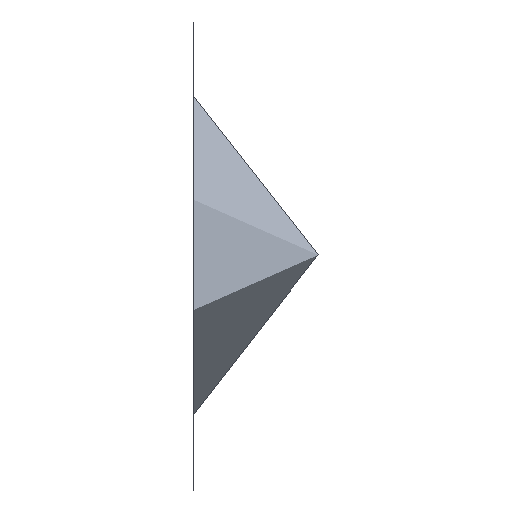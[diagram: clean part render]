
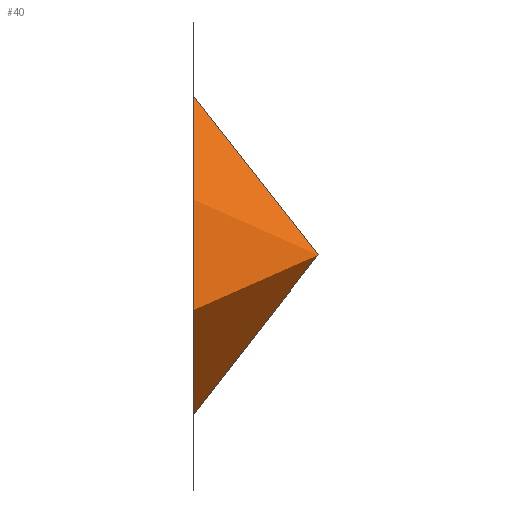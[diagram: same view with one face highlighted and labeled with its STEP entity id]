
A CAD part, top view. The second image highlights one B-rep face of the part: STEP entity #40.
In plain terms, the highlighted free-form (B-spline) face has degree [2, 2] with [5, 3] control points.
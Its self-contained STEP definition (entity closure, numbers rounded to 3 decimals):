
#40=ADVANCED_FACE('',(#54),#213,.T.);
#54=FACE_OUTER_BOUND('',#68,.T.);
#68=EDGE_LOOP('',(#82,#83,#84,#85));
#82=ORIENTED_EDGE('',*,*,#131,.T.);
#83=ORIENTED_EDGE('',*,*,#133,.T.);
#84=ORIENTED_EDGE('',*,*,#129,.F.);
#85=ORIENTED_EDGE('',*,*,#128,.T.);
#128=EDGE_CURVE('',#190,#192,#160,.T.);
#129=EDGE_CURVE('',#190,#191,#161,.T.);
#131=EDGE_CURVE('',#192,#193,#163,.T.);
#133=EDGE_CURVE('',#193,#191,#165,.T.);
#160=(
BOUNDED_CURVE()
B_SPLINE_CURVE(2,(#360,#361,#362,#363,#364),.UNSPECIFIED.,.F.,.F.)
B_SPLINE_CURVE_WITH_KNOTS((3,2,3),(0.,9.37,18.74),
 .UNSPECIFIED.)
CURVE()
GEOMETRIC_REPRESENTATION_ITEM()
RATIONAL_B_SPLINE_CURVE((1.,0.707,1.,0.707,1.))
REPRESENTATION_ITEM('')
);
#161=(
BOUNDED_CURVE()
B_SPLINE_CURVE(2,(#365,#366,#367),.UNSPECIFIED.,.F.,.F.)
B_SPLINE_CURVE_WITH_KNOTS((3,3),(0.,217.443),.UNSPECIFIED.)
CURVE()
GEOMETRIC_REPRESENTATION_ITEM()
RATIONAL_B_SPLINE_CURVE((1.,0.86,1.))
REPRESENTATION_ITEM('')
);
#163=(
BOUNDED_CURVE()
B_SPLINE_CURVE(2,(#373,#374,#375),.UNSPECIFIED.,.F.,.F.)
B_SPLINE_CURVE_WITH_KNOTS((3,3),(0.,217.443),.UNSPECIFIED.)
CURVE()
GEOMETRIC_REPRESENTATION_ITEM()
RATIONAL_B_SPLINE_CURVE((1.,0.86,1.))
REPRESENTATION_ITEM('')
);
#165=(
BOUNDED_CURVE()
B_SPLINE_CURVE(2,(#381,#382,#383,#384,#385),.UNSPECIFIED.,.F.,.F.)
B_SPLINE_CURVE_WITH_KNOTS((3,2,3),(-18.74,-9.37,
0.),.UNSPECIFIED.)
CURVE()
GEOMETRIC_REPRESENTATION_ITEM()
RATIONAL_B_SPLINE_CURVE((1.,0.707,1.,0.707,1.))
REPRESENTATION_ITEM('')
);
#190=VERTEX_POINT('',#356);
#191=VERTEX_POINT('',#357);
#192=VERTEX_POINT('',#358);
#193=VERTEX_POINT('',#359);
#213=(
BOUNDED_SURFACE()
B_SPLINE_SURFACE(2,2,((#326,#327,#328),(#329,#330,#331),(#332,#333,#334),
(#335,#336,#337),(#338,#339,#340)),.UNSPECIFIED.,.F.,.F.,.F.)
B_SPLINE_SURFACE_WITH_KNOTS((3,2,3),(3,3),(0.,9.37,18.74),
(0.,217.443),.UNSPECIFIED.)
GEOMETRIC_REPRESENTATION_ITEM()
RATIONAL_B_SPLINE_SURFACE(((1.,0.86,1.),(0.707,
0.608,0.707),(1.,0.86,1.),(0.707,
0.608,0.707),(1.,0.86,1.)))
REPRESENTATION_ITEM('')
SURFACE()
);
#326=CARTESIAN_POINT('',(0.,422.879,135.93));
#327=CARTESIAN_POINT('',(0.,403.375,128.811));
#328=CARTESIAN_POINT('',(0.,400.272,108.281));
#329=CARTESIAN_POINT('',(12.,422.879,135.93));
#330=CARTESIAN_POINT('',(31.505,403.375,128.811));
#331=CARTESIAN_POINT('',(34.607,400.272,108.281));
#332=CARTESIAN_POINT('',(12.,434.879,135.93));
#333=CARTESIAN_POINT('',(31.505,434.879,128.811));
#334=CARTESIAN_POINT('',(34.607,434.879,108.281));
#335=CARTESIAN_POINT('',(12.,446.879,135.93));
#336=CARTESIAN_POINT('',(31.505,466.384,128.811));
#337=CARTESIAN_POINT('',(34.607,469.486,108.281));
#338=CARTESIAN_POINT('',(0.,446.879,135.93));
#339=CARTESIAN_POINT('',(0.,466.384,128.811));
#340=CARTESIAN_POINT('',(0.,469.486,108.281));
#356=CARTESIAN_POINT('',(0.,422.879,135.93));
#357=CARTESIAN_POINT('',(0.,400.272,108.281));
#358=CARTESIAN_POINT('',(0.,446.879,135.93));
#359=CARTESIAN_POINT('',(0.,469.486,108.281));
#360=CARTESIAN_POINT('',(0.,422.879,135.93));
#361=CARTESIAN_POINT('',(12.,422.879,135.93));
#362=CARTESIAN_POINT('',(12.,434.879,135.93));
#363=CARTESIAN_POINT('',(12.,446.879,135.93));
#364=CARTESIAN_POINT('',(0.,446.879,135.93));
#365=CARTESIAN_POINT('',(0.,422.879,135.93));
#366=CARTESIAN_POINT('',(0.,403.375,128.811));
#367=CARTESIAN_POINT('',(0.,400.272,108.281));
#373=CARTESIAN_POINT('',(0.,446.879,135.93));
#374=CARTESIAN_POINT('',(0.,466.384,128.811));
#375=CARTESIAN_POINT('',(0.,469.486,108.281));
#381=CARTESIAN_POINT('',(0.,469.486,108.281));
#382=CARTESIAN_POINT('',(34.607,469.486,108.281));
#383=CARTESIAN_POINT('',(34.607,434.879,108.281));
#384=CARTESIAN_POINT('',(34.607,400.272,108.281));
#385=CARTESIAN_POINT('',(0.,400.272,108.281));
